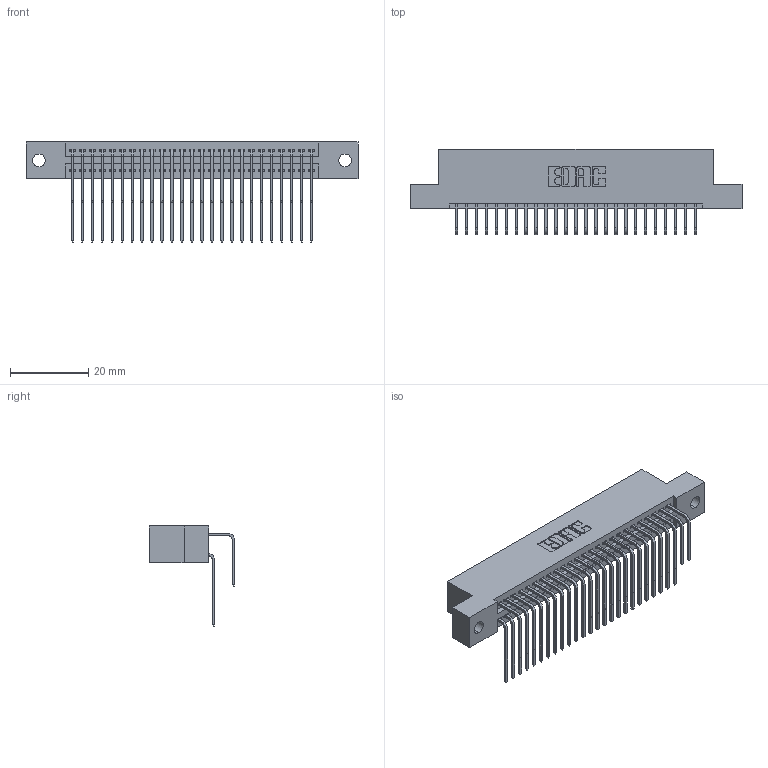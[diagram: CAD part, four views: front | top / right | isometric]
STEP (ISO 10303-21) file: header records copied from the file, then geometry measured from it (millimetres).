
FILE_DESCRIPTION (( 'STEP AP203' ), '1' );
FILE_NAME ('395-050-558-202.STEP', '2018-11-20T10:25:16', ( '' ), ( '' ), 'SwSTEP 2.0', 'SolidWorks 2016', '' );
FILE_SCHEMA (( 'CONFIG_CONTROL_DESIGN' ));
Length unit declared in the file: inch
Products named in the file (4): 345 Part_Flush Mounting Lugs - 0.128 Dia; 395-050-558-202; 345-292-001_558 Tail - 2; 345-292-001_558 559 Tail - 1
Assembly tree (51 placements, depth 2):
  395-050-558-202
    345 Part_Flush Mounting Lugs - 0.128 Dia
    345-292-001_558 559 Tail - 1  x25
    345-292-001_558 Tail - 2  x25
Bounding box: 84.71 x 21.83 x 25.53 mm (x, y, z)
Volume: 8322.7 mm3; surface area: 13056.7 mm2
Topology: 51 solids, 51 shells, 2726 faces, 8091 edges, 5326 vertices
Faces by surface type: plane 1830, cylinder 896
Entity records: 23559 total; most frequent: CARTESIAN_POINT 4011, ORIENTED_EDGE 3894, DIRECTION 3531, EDGE_CURVE 1947, LINE 1675, VECTOR 1675, VERTEX_POINT 1294, AXIS2_PLACEMENT_3D 928
